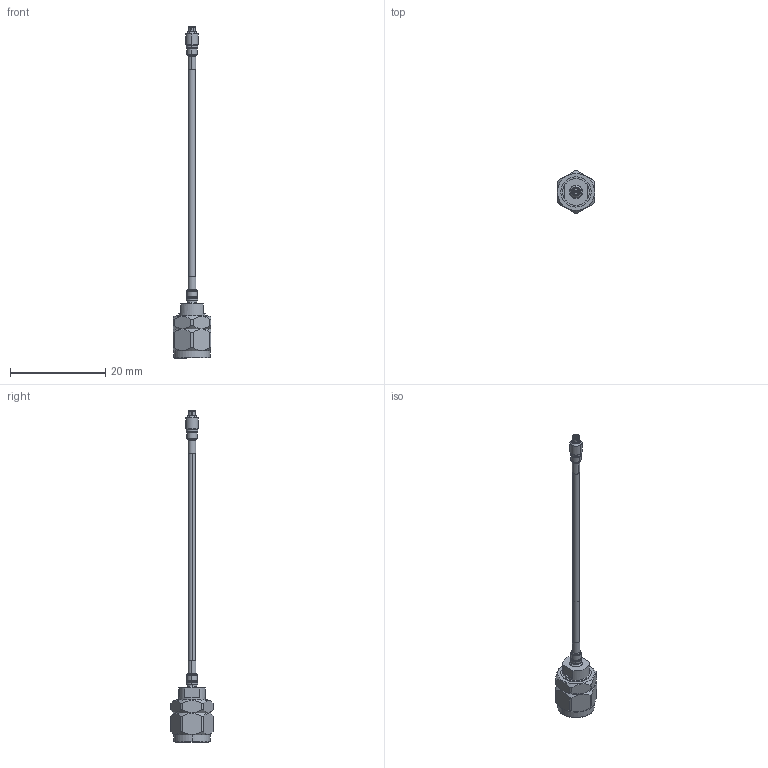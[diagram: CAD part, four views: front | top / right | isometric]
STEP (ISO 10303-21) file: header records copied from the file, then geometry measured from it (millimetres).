
FILE_DESCRIPTION (( 'STEP AP214' ), '1' );
FILE_NAME ('FMCA9956_3D.step', '2023-09-25T22:13:15', ( '' ), ( '' ), 'SwSTEP 2.0', 'SolidWorks 2022', '' );
FILE_SCHEMA (( 'AUTOMOTIVE_DESIGN' ));
Length unit declared in the file: inch
Products named in the file (5): Copy of PE-P047 Cable New^FMCA9956; Copy of 047_HeatShrink^FMCA9956; Copy of PE45893^FMCA9956; FMCA9956_3D; Copy of PE45410^FMCA9956_Instructions
Assembly tree (5 placements, depth 2):
  FMCA9956_3D
    Copy of PE-P047 Cable New^FMCA9956
    Copy of PE45893^FMCA9956
    Copy of PE45410^FMCA9956_Instructions
    Copy of 047_HeatShrink^FMCA9956  x2
Bounding box: 7.92 x 8.88 x 69.8 mm (x, y, z)
Volume: 468.3 mm3; surface area: 1174.7 mm2
Topology: 7 solids, 7 shells, 278 faces, 679 edges, 432 vertices
Faces by surface type: cylinder 110, plane 89, cone 42, torus 34, bspline 3
Entity records: 9749 total; most frequent: CARTESIAN_POINT 3284, DIRECTION 1328, ORIENTED_EDGE 1278, EDGE_CURVE 639, AXIS2_PLACEMENT_3D 545, VERTEX_POINT 412, EDGE_LOOP 289, CIRCLE 282
